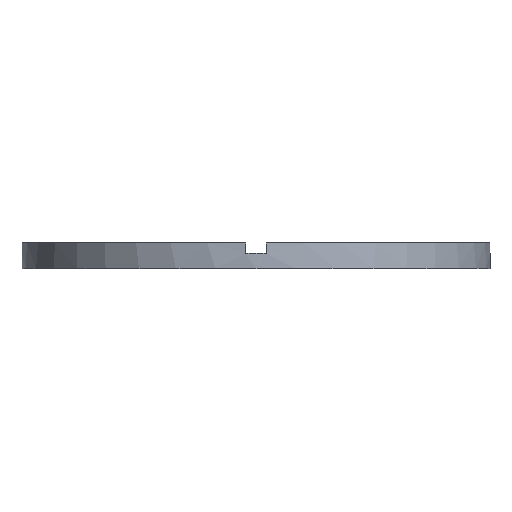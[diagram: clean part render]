
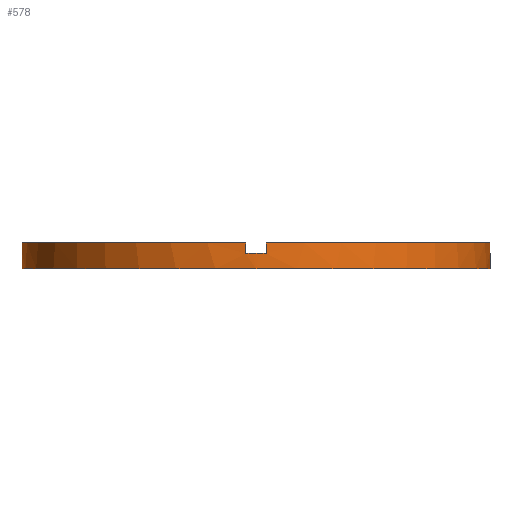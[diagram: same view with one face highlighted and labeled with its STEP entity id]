
A CAD part, front view. The second image highlights one B-rep face of the part: STEP entity #578.
In plain terms, the highlighted cylindrical face has radius 22.5 mm (diameter 45 mm), a partial arc.
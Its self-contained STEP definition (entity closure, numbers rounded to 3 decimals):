
#2 = VECTOR ( 'NONE', #296, 1000. ) ;
#12 = VECTOR ( 'NONE', #476, 1000. ) ;
#29 = DIRECTION ( 'NONE',  ( 1., 0., 0. ) ) ;
#33 = CIRCLE ( 'NONE', #207, 22.5 ) ;
#36 = LINE ( 'NONE', #257, #12 ) ;
#39 = CIRCLE ( 'NONE', #140, 22.5 ) ;
#46 = DIRECTION ( 'NONE',  ( 1., 0., 0. ) ) ;
#49 = CARTESIAN_POINT ( 'NONE',  ( -22.5, 0., 0. ) ) ;
#51 = CARTESIAN_POINT ( 'NONE',  ( 0., 0., 2.5 ) ) ;
#64 = CARTESIAN_POINT ( 'NONE',  ( -22.478, -1., 2.5 ) ) ;
#84 = LINE ( 'NONE', #458, #87 ) ;
#87 = VECTOR ( 'NONE', #151, 1000. ) ;
#99 = VERTEX_POINT ( 'NONE', #127 ) ;
#124 = AXIS2_PLACEMENT_3D ( 'NONE', #133, #227, #625 ) ;
#125 = CARTESIAN_POINT ( 'NONE',  ( 0., 0., 2.5 ) ) ;
#127 = CARTESIAN_POINT ( 'NONE',  ( -1., -22.478, 1.5 ) ) ;
#132 = EDGE_CURVE ( 'NONE', #716, #565, #342, .T. ) ;
#133 = CARTESIAN_POINT ( 'NONE',  ( 0., 0., 0. ) ) ;
#140 = AXIS2_PLACEMENT_3D ( 'NONE', #660, #409, #46 ) ;
#149 = CARTESIAN_POINT ( 'NONE',  ( -1., -22.478, 2.5 ) ) ;
#151 = DIRECTION ( 'NONE',  ( 0., 0., -1. ) ) ;
#200 = ORIENTED_EDGE ( 'NONE', *, *, #746, .T. ) ;
#202 = ORIENTED_EDGE ( 'NONE', *, *, #585, .F. ) ;
#207 = AXIS2_PLACEMENT_3D ( 'NONE', #775, #416, #626 ) ;
#214 = DIRECTION ( 'NONE',  ( 0., 0., 1. ) ) ;
#227 = DIRECTION ( 'NONE',  ( 0., 0., 1. ) ) ;
#232 = CARTESIAN_POINT ( 'NONE',  ( 1., -22.478, 2.5 ) ) ;
#236 = AXIS2_PLACEMENT_3D ( 'NONE', #125, #285, #663 ) ;
#237 = CARTESIAN_POINT ( 'NONE',  ( -1., -22.478, 2.5 ) ) ;
#238 = EDGE_CURVE ( 'NONE', #246, #491, #84, .T. ) ;
#246 = VERTEX_POINT ( 'NONE', #642 ) ;
#253 = CARTESIAN_POINT ( 'NONE',  ( 22.478, -1., 1.5 ) ) ;
#257 = CARTESIAN_POINT ( 'NONE',  ( 1., -22.478, 2.5 ) ) ;
#262 = CIRCLE ( 'NONE', #672, 22.5 ) ;
#263 = ORIENTED_EDGE ( 'NONE', *, *, #132, .T. ) ;
#266 = CARTESIAN_POINT ( 'NONE',  ( 22.5, 0., 0. ) ) ;
#268 = VERTEX_POINT ( 'NONE', #779 ) ;
#271 = LINE ( 'NONE', #149, #307 ) ;
#274 = CARTESIAN_POINT ( 'NONE',  ( 0., 0., 1.5 ) ) ;
#285 = DIRECTION ( 'NONE',  ( 0., 0., -1. ) ) ;
#287 = CYLINDRICAL_SURFACE ( 'NONE', #236, 22.5 ) ;
#296 = DIRECTION ( 'NONE',  ( 0., 0., -1. ) ) ;
#302 = CIRCLE ( 'NONE', #525, 22.5 ) ;
#307 = VECTOR ( 'NONE', #411, 1000. ) ;
#316 = ORIENTED_EDGE ( 'NONE', *, *, #748, .F. ) ;
#322 = ORIENTED_EDGE ( 'NONE', *, *, #698, .T. ) ;
#324 = ORIENTED_EDGE ( 'NONE', *, *, #651, .T. ) ;
#337 = EDGE_CURVE ( 'NONE', #716, #461, #358, .T. ) ;
#341 = ORIENTED_EDGE ( 'NONE', *, *, #337, .F. ) ;
#342 = LINE ( 'NONE', #444, #597 ) ;
#344 = ORIENTED_EDGE ( 'NONE', *, *, #414, .F. ) ;
#352 = CIRCLE ( 'NONE', #124, 22.5 ) ;
#358 = CIRCLE ( 'NONE', #772, 22.5 ) ;
#368 = LINE ( 'NONE', #415, #638 ) ;
#372 = DIRECTION ( 'NONE',  ( 0., 0., 1. ) ) ;
#376 = EDGE_LOOP ( 'NONE', ( #344, #341, #263, #202, #324, #534, #322, #540, #200, #316, #450, #571 ) ) ;
#384 = CARTESIAN_POINT ( 'NONE',  ( 0., 0., 1.5 ) ) ;
#388 = CARTESIAN_POINT ( 'NONE',  ( 22.5, 0., 1.5 ) ) ;
#409 = DIRECTION ( 'NONE',  ( 0., 0., 1. ) ) ;
#410 = CARTESIAN_POINT ( 'NONE',  ( 1., -22.478, 1.5 ) ) ;
#411 = DIRECTION ( 'NONE',  ( 0., 0., 1. ) ) ;
#414 = EDGE_CURVE ( 'NONE', #461, #467, #368, .T. ) ;
#415 = CARTESIAN_POINT ( 'NONE',  ( 22.5, 0., 2.5 ) ) ;
#416 = DIRECTION ( 'NONE',  ( 0., 0., 1. ) ) ;
#429 = EDGE_CURVE ( 'NONE', #491, #467, #352, .T. ) ;
#444 = CARTESIAN_POINT ( 'NONE',  ( 22.478, -1., 2.5 ) ) ;
#450 = ORIENTED_EDGE ( 'NONE', *, *, #238, .T. ) ;
#458 = CARTESIAN_POINT ( 'NONE',  ( -22.5, 0., 2.5 ) ) ;
#461 = VERTEX_POINT ( 'NONE', #388 ) ;
#467 = VERTEX_POINT ( 'NONE', #266 ) ;
#470 = VERTEX_POINT ( 'NONE', #410 ) ;
#476 = DIRECTION ( 'NONE',  ( 0., 0., -1. ) ) ;
#481 = DIRECTION ( 'NONE',  ( 0., 0., 1. ) ) ;
#491 = VERTEX_POINT ( 'NONE', #49 ) ;
#500 = DIRECTION ( 'NONE',  ( 0., 0., 1. ) ) ;
#519 = VERTEX_POINT ( 'NONE', #237 ) ;
#523 = CARTESIAN_POINT ( 'NONE',  ( -22.478, -1., 1.5 ) ) ;
#525 = AXIS2_PLACEMENT_3D ( 'NONE', #51, #214, #29 ) ;
#534 = ORIENTED_EDGE ( 'NONE', *, *, #643, .F. ) ;
#538 = LINE ( 'NONE', #64, #2 ) ;
#540 = ORIENTED_EDGE ( 'NONE', *, *, #769, .F. ) ;
#549 = FACE_OUTER_BOUND ( 'NONE', #376, .T. ) ;
#565 = VERTEX_POINT ( 'NONE', #700 ) ;
#571 = ORIENTED_EDGE ( 'NONE', *, *, #429, .T. ) ;
#578 = ADVANCED_FACE ( 'NONE', ( #549 ), #287, .T. ) ;
#585 = EDGE_CURVE ( 'NONE', #740, #565, #302, .T. ) ;
#597 = VECTOR ( 'NONE', #500, 1000. ) ;
#625 = DIRECTION ( 'NONE',  ( 1., 0., 0. ) ) ;
#626 = DIRECTION ( 'NONE',  ( 1., 0., 0. ) ) ;
#638 = VECTOR ( 'NONE', #658, 1000. ) ;
#642 = CARTESIAN_POINT ( 'NONE',  ( -22.5, 0., 1.5 ) ) ;
#643 = EDGE_CURVE ( 'NONE', #99, #470, #262, .T. ) ;
#651 = EDGE_CURVE ( 'NONE', #740, #470, #36, .T. ) ;
#658 = DIRECTION ( 'NONE',  ( 0., 0., -1. ) ) ;
#660 = CARTESIAN_POINT ( 'NONE',  ( 0., 0., 2.5 ) ) ;
#663 = DIRECTION ( 'NONE',  ( -1., 0., 0. ) ) ;
#672 = AXIS2_PLACEMENT_3D ( 'NONE', #274, #372, #708 ) ;
#698 = EDGE_CURVE ( 'NONE', #99, #519, #271, .T. ) ;
#700 = CARTESIAN_POINT ( 'NONE',  ( 22.478, -1., 2.5 ) ) ;
#708 = DIRECTION ( 'NONE',  ( 1., 0., 0. ) ) ;
#716 = VERTEX_POINT ( 'NONE', #253 ) ;
#726 = DIRECTION ( 'NONE',  ( 1., 0., 0. ) ) ;
#737 = VERTEX_POINT ( 'NONE', #523 ) ;
#740 = VERTEX_POINT ( 'NONE', #232 ) ;
#746 = EDGE_CURVE ( 'NONE', #268, #737, #538, .T. ) ;
#748 = EDGE_CURVE ( 'NONE', #246, #737, #33, .T. ) ;
#769 = EDGE_CURVE ( 'NONE', #268, #519, #39, .T. ) ;
#772 = AXIS2_PLACEMENT_3D ( 'NONE', #384, #481, #726 ) ;
#775 = CARTESIAN_POINT ( 'NONE',  ( 0., 0., 1.5 ) ) ;
#779 = CARTESIAN_POINT ( 'NONE',  ( -22.478, -1., 2.5 ) ) ;
